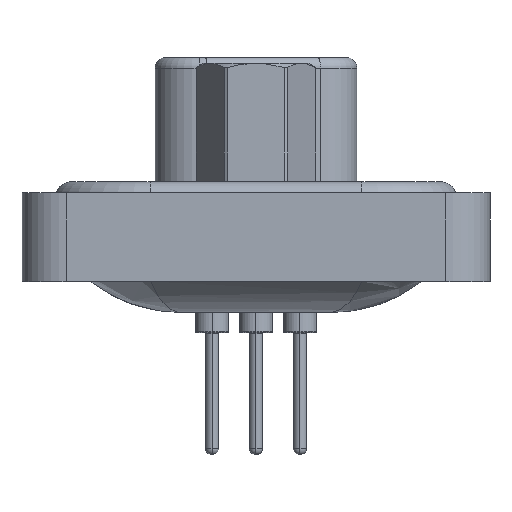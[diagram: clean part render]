
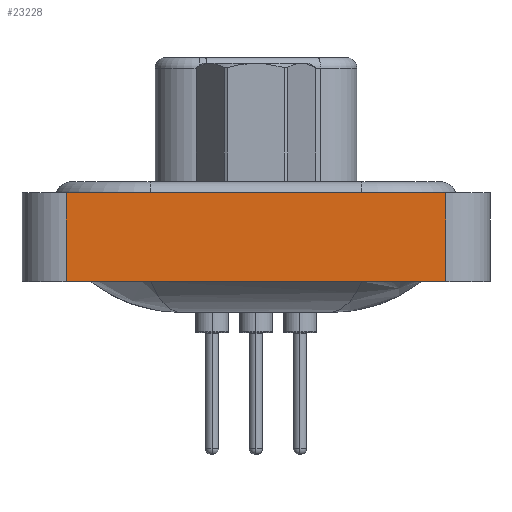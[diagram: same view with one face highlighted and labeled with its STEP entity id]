
A CAD part, left-side view. The second image highlights one B-rep face of the part: STEP entity #23228.
In plain terms, the highlighted planar face has unit normal (-1, 0, 0).
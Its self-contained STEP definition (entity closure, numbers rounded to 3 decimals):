
#611 = EDGE_CURVE ( 'NONE', #25701, #24074, #14175, .T. ) ;
#1553 = LINE ( 'NONE', #12288, #13734 ) ;
#1882 = CARTESIAN_POINT ( 'NONE',  ( -7.285, -8.55, 0.4 ) ) ;
#3702 = FACE_OUTER_BOUND ( 'NONE', #10569, .T. ) ;
#3783 = ORIENTED_EDGE ( 'NONE', *, *, #611, .F. ) ;
#3824 = LINE ( 'NONE', #15724, #14655 ) ;
#4433 = ORIENTED_EDGE ( 'NONE', *, *, #22946, .T. ) ;
#4581 = PLANE ( 'NONE',  #18822 ) ;
#4844 = CARTESIAN_POINT ( 'NONE',  ( -7.285, -8.55, -3.6 ) ) ;
#5221 = LINE ( 'NONE', #7423, #27554 ) ;
#6445 = EDGE_CURVE ( 'NONE', #23725, #24074, #3824, .T. ) ;
#6747 = DIRECTION ( 'NONE',  ( 0., 0., 1. ) ) ;
#7423 = CARTESIAN_POINT ( 'NONE',  ( -7.285, 8.55, -3.6 ) ) ;
#9621 = DIRECTION ( 'NONE',  ( 0., 0., 1. ) ) ;
#10549 = ORIENTED_EDGE ( 'NONE', *, *, #27266, .F. ) ;
#10569 = EDGE_LOOP ( 'NONE', ( #12736, #3783, #10549, #4433 ) ) ;
#11725 = CARTESIAN_POINT ( 'NONE',  ( -7.285, 8.55, 0.4 ) ) ;
#12288 = CARTESIAN_POINT ( 'NONE',  ( -7.285, -8.55, -3.6 ) ) ;
#12736 = ORIENTED_EDGE ( 'NONE', *, *, #6445, .T. ) ;
#13734 = VECTOR ( 'NONE', #27383, 1000. ) ;
#14175 = LINE ( 'NONE', #26549, #20607 ) ;
#14655 = VECTOR ( 'NONE', #22177, 1000. ) ;
#15253 = CARTESIAN_POINT ( 'NONE',  ( -7.285, -8.55, -3.6 ) ) ;
#15724 = CARTESIAN_POINT ( 'NONE',  ( -7.285, -8.55, -3.6 ) ) ;
#15771 = DIRECTION ( 'NONE',  ( 0., -1., 0. ) ) ;
#16002 = VERTEX_POINT ( 'NONE', #25477 ) ;
#18822 = AXIS2_PLACEMENT_3D ( 'NONE', #15253, #19738, #6747 ) ;
#19738 = DIRECTION ( 'NONE',  ( -1., 0., 0. ) ) ;
#20607 = VECTOR ( 'NONE', #15771, 1000. ) ;
#22177 = DIRECTION ( 'NONE',  ( 0., 0., 1. ) ) ;
#22946 = EDGE_CURVE ( 'NONE', #16002, #23725, #1553, .T. ) ;
#23228 = ADVANCED_FACE ( 'NONE', ( #3702 ), #4581, .T. ) ;
#23725 = VERTEX_POINT ( 'NONE', #4844 ) ;
#24074 = VERTEX_POINT ( 'NONE', #1882 ) ;
#25477 = CARTESIAN_POINT ( 'NONE',  ( -7.285, 8.55, -3.6 ) ) ;
#25701 = VERTEX_POINT ( 'NONE', #11725 ) ;
#26549 = CARTESIAN_POINT ( 'NONE',  ( -7.285, -8.55, 0.4 ) ) ;
#27266 = EDGE_CURVE ( 'NONE', #16002, #25701, #5221, .T. ) ;
#27383 = DIRECTION ( 'NONE',  ( 0., -1., 0. ) ) ;
#27554 = VECTOR ( 'NONE', #9621, 1000. ) ;
